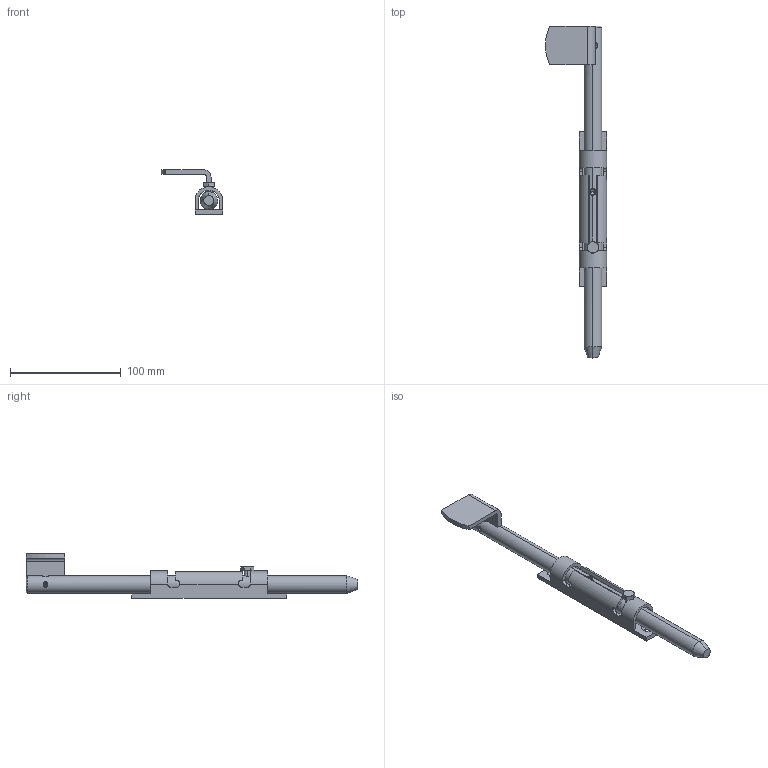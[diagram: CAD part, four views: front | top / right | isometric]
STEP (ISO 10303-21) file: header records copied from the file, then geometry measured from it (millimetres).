
FILE_DESCRIPTION (( 'STEP AP203' ), '1' );
FILE_NAME ('68-A-300.step', '2020-12-10T16:04:04', ( '' ), ( '' ), 'SwSTEP 2.0', 'SolidWorks 2018', '' );
FILE_SCHEMA (( 'CONFIG_CONTROL_DESIGN' ));
Length unit declared in the file: millimetre
Products named in the file (12): DIN913; 68-A-X00 Teil2; DIN913_DIN 913 M5x8; 68-A-X00 Teil1; DIN 931_DIN 931 M6x15; 68-A-300; 68-A-X00 Teil3_68-A-X00 Teil3; 68-A-X00 Teil1_68-A-300 Teil1; 68-A-X00 Teil2_68-A-300 Teil2; DIN 931; 68-A-X00 Teil3
Assembly tree (6 placements, depth 2):
  DIN913
  68-A-X00 Teil2
  68-A-X00 Teil1
  68-A-300
    68-A-X00 Teil1_68-A-300 Teil1
    68-A-X00 Teil2_68-A-300 Teil2
    68-A-X00 Teil3_68-A-X00 Teil3
    DIN913_DIN 913 M5x8
    DIN 931_DIN 931 M6x15
  68-A-300
    DIN 931
Bounding box: 55.5 x 300 x 40.5 mm (x, y, z)
Volume: 93823.3 mm3; surface area: 39411.2 mm2
Topology: 5 solids, 5 shells, 413 faces, 1106 edges, 720 vertices
Faces by surface type: plane 192, bspline 130, cylinder 55, cone 32, torus 4
Entity records: 23635 total; most frequent: CARTESIAN_POINT 13124, ORIENTED_EDGE 2194, DIRECTION 1501, EDGE_CURVE 1097, VERTEX_POINT 718, VECTOR 643, LINE 643, EDGE_LOOP 451
